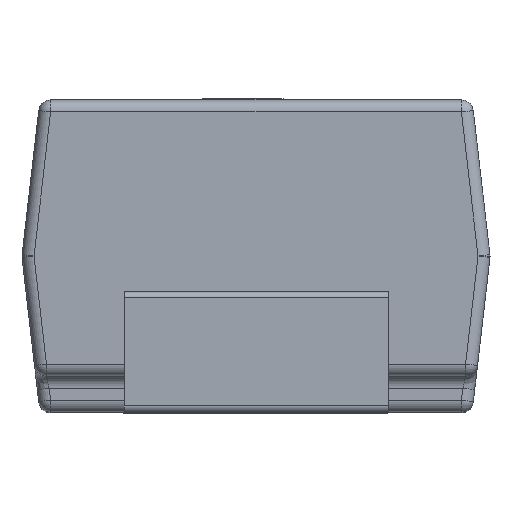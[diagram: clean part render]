
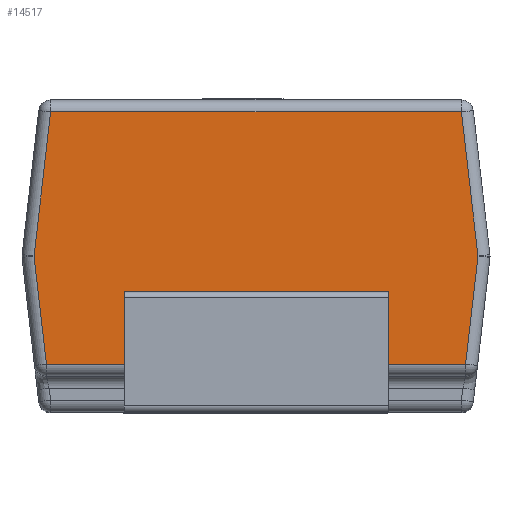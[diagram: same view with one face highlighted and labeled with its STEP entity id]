
A CAD part, top view. The second image highlights one B-rep face of the part: STEP entity #14517.
In plain terms, the highlighted planar face has unit normal (0, 0, 1).
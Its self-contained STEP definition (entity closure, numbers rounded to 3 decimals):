
#356 = VERTEX_POINT ( 'NONE', #5104 ) ;
#2539 = CARTESIAN_POINT ( 'NONE',  ( 0.055, 0.4, 4.5 ) ) ;
#2559 = CARTESIAN_POINT ( 'NONE',  ( 3.545, 0.4, 4.5 ) ) ;
#2561 = CARTESIAN_POINT ( 'NONE',  ( -0.051, 1.289, 4.5 ) ) ;
#2563 = LINE ( 'NONE', #2561, #2575 ) ;
#2575 = VECTOR ( 'NONE', #2576, 1000. ) ;
#2576 = DIRECTION ( 'NONE',  ( -0.115, -0.993, 0. ) ) ;
#2578 = LINE ( 'NONE', #2626, #2625 ) ;
#2579 = DIRECTION ( 'NONE',  ( 1., 0., 0. ) ) ;
#2580 = DIRECTION ( 'NONE',  ( 0., 0., 1. ) ) ;
#2581 = CARTESIAN_POINT ( 'NONE',  ( 0., 0., 4.5 ) ) ;
#2582 = AXIS2_PLACEMENT_3D ( 'NONE', #2581, #2580, #2579 ) ;
#2585 = DIRECTION ( 'NONE',  ( 0.115, -0.993, 0. ) ) ;
#2586 = VECTOR ( 'NONE', #2585, 1000. ) ;
#2587 = CARTESIAN_POINT ( 'NONE',  ( 0.065, 0.311, 4.5 ) ) ;
#2590 = CARTESIAN_POINT ( 'NONE',  ( -0.049, 1.3, 4.5 ) ) ;
#2592 = FACE_OUTER_BOUND ( 'NONE', #14502, .T. ) ;
#2606 = LINE ( 'NONE', #2587, #2586 ) ;
#2607 = CARTESIAN_POINT ( 'NONE',  ( 0.089, 2.5, 4.5 ) ) ;
#2608 = PLANE ( 'NONE',  #2582 ) ;
#2624 = DIRECTION ( 'NONE',  ( 0.115, 0.993, 0. ) ) ;
#2625 = VECTOR ( 'NONE', #2624, 1000. ) ;
#2626 = CARTESIAN_POINT ( 'NONE',  ( 3.651, 1.312, 4.5 ) ) ;
#2655 = DIRECTION ( 'NONE',  ( 1., 0., 0. ) ) ;
#2656 = VECTOR ( 'NONE', #2655, 1000. ) ;
#2657 = CARTESIAN_POINT ( 'NONE',  ( 0., 0.4, 4.5 ) ) ;
#2661 = LINE ( 'NONE', #2657, #2656 ) ;
#2664 = LINE ( 'NONE', #2706, #2705 ) ;
#2684 = CARTESIAN_POINT ( 'NONE',  ( 3.511, 2.5, 4.5 ) ) ;
#2704 = DIRECTION ( 'NONE',  ( -1., 0., 0. ) ) ;
#2705 = VECTOR ( 'NONE', #2704, 1000. ) ;
#2706 = CARTESIAN_POINT ( 'NONE',  ( 0., 2.5, 4.5 ) ) ;
#2743 = DIRECTION ( 'NONE',  ( -0.115, 0.993, 0. ) ) ;
#2744 = VECTOR ( 'NONE', #2743, 1000. ) ;
#2745 = CARTESIAN_POINT ( 'NONE',  ( 3.501, 2.589, 4.5 ) ) ;
#2746 = LINE ( 'NONE', #2745, #2744 ) ;
#5104 = CARTESIAN_POINT ( 'NONE',  ( 3.649, 1.3, 4.5 ) ) ;
#14494 = VERTEX_POINT ( 'NONE', #2539 ) ;
#14501 = ORIENTED_EDGE ( 'NONE', *, *, #14523, .T. ) ;
#14502 = EDGE_LOOP ( 'NONE', ( #14509, #14508, #14522, #14501, #14729, #14595 ) ) ;
#14504 = EDGE_CURVE ( 'NONE', #14519, #14531, #2563, .T. ) ;
#14508 = ORIENTED_EDGE ( 'NONE', *, *, #14515, .T. ) ;
#14509 = ORIENTED_EDGE ( 'NONE', *, *, #14504, .T. ) ;
#14512 = VERTEX_POINT ( 'NONE', #2559 ) ;
#14515 = EDGE_CURVE ( 'NONE', #14531, #14494, #2606, .T. ) ;
#14517 = ADVANCED_FACE ( 'NONE', ( #2592 ), #2608, .T. ) ;
#14519 = VERTEX_POINT ( 'NONE', #2607 ) ;
#14522 = ORIENTED_EDGE ( 'NONE', *, *, #14537, .T. ) ;
#14523 = EDGE_CURVE ( 'NONE', #14512, #356, #2578, .T. ) ;
#14531 = VERTEX_POINT ( 'NONE', #2590 ) ;
#14537 = EDGE_CURVE ( 'NONE', #14494, #14512, #2661, .T. ) ;
#14554 = VERTEX_POINT ( 'NONE', #2684 ) ;
#14578 = EDGE_CURVE ( 'NONE', #14554, #14519, #2664, .T. ) ;
#14590 = EDGE_CURVE ( 'NONE', #356, #14554, #2746, .T. ) ;
#14595 = ORIENTED_EDGE ( 'NONE', *, *, #14578, .T. ) ;
#14729 = ORIENTED_EDGE ( 'NONE', *, *, #14590, .T. ) ;
